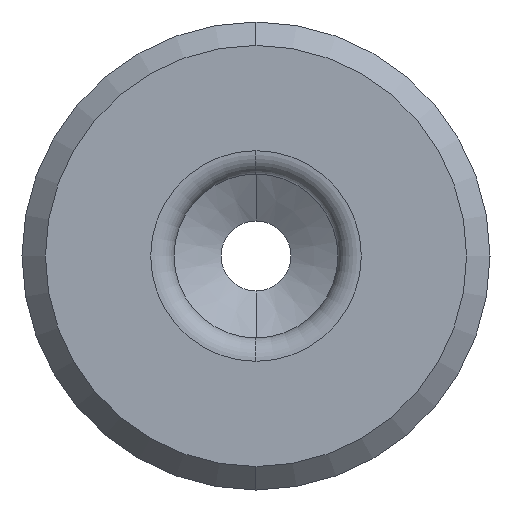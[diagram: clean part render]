
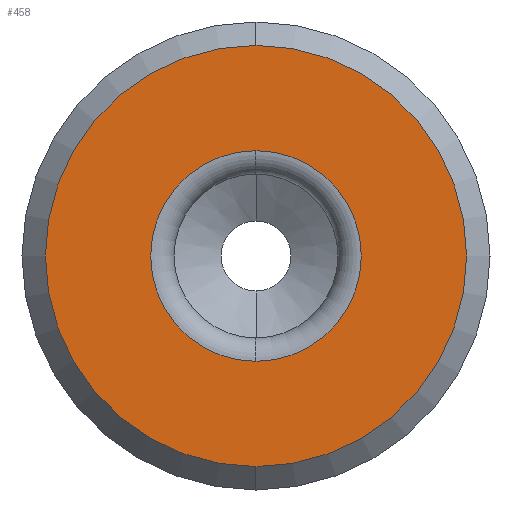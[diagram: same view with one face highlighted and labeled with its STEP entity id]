
A CAD part, left-side view. The second image highlights one B-rep face of the part: STEP entity #458.
In plain terms, the highlighted planar face has unit normal (-1, 0, 0).
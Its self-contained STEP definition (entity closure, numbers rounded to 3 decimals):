
#4 = ORIENTED_EDGE ( 'NONE', *, *, #384, .T. ) ;
#5 = ORIENTED_EDGE ( 'NONE', *, *, #370, .T. ) ;
#11 = ORIENTED_EDGE ( 'NONE', *, *, #329, .F. ) ;
#16 = ORIENTED_EDGE ( 'NONE', *, *, #373, .F. ) ;
#63 = VERTEX_POINT ( 'NONE', #506 ) ;
#71 = VERTEX_POINT ( 'NONE', #512 ) ;
#72 = VERTEX_POINT ( 'NONE', #507 ) ;
#79 = VERTEX_POINT ( 'NONE', #509 ) ;
#152 = CIRCLE ( 'NONE', #400, 9. ) ;
#154 = FACE_OUTER_BOUND ( 'NONE', #267, .T. ) ;
#165 = CIRCLE ( 'NONE', #416, 9. ) ;
#174 = CIRCLE ( 'NONE', #429, 4.5 ) ;
#180 = FACE_BOUND ( 'NONE', #275, .T. ) ;
#267 = EDGE_LOOP ( 'NONE', ( #4, #5 ) ) ;
#275 = EDGE_LOOP ( 'NONE', ( #16, #11 ) ) ;
#295 = CIRCLE ( 'NONE', #346, 4.5 ) ;
#329 = EDGE_CURVE ( 'NONE', #79, #72, #295, .T. ) ;
#346 = AXIS2_PLACEMENT_3D ( 'NONE', #511, #489, #513 ) ;
#370 = EDGE_CURVE ( 'NONE', #71, #63, #152, .T. ) ;
#373 = EDGE_CURVE ( 'NONE', #72, #79, #174, .T. ) ;
#384 = EDGE_CURVE ( 'NONE', #63, #71, #165, .T. ) ;
#400 = AXIS2_PLACEMENT_3D ( 'NONE', #576, #577, #581 ) ;
#416 = AXIS2_PLACEMENT_3D ( 'NONE', #644, #636, #654 ) ;
#427 = AXIS2_PLACEMENT_3D ( 'NONE', #649, #656, #641 ) ;
#429 = AXIS2_PLACEMENT_3D ( 'NONE', #621, #607, #628 ) ;
#458 = ADVANCED_FACE ( 'NONE', ( #180, #154 ), #635, .F. ) ;
#489 = DIRECTION ( 'NONE',  ( -1., 0., 0. ) ) ;
#506 = CARTESIAN_POINT ( 'NONE',  ( 0., 0., -9. ) ) ;
#507 = CARTESIAN_POINT ( 'NONE',  ( 0., 0., 4.5 ) ) ;
#509 = CARTESIAN_POINT ( 'NONE',  ( 0., 0., -4.5 ) ) ;
#511 = CARTESIAN_POINT ( 'NONE',  ( 0., 0., 0. ) ) ;
#512 = CARTESIAN_POINT ( 'NONE',  ( 0., 0., 9. ) ) ;
#513 = DIRECTION ( 'NONE',  ( 0., 0., 1. ) ) ;
#576 = CARTESIAN_POINT ( 'NONE',  ( 0., 0., 0. ) ) ;
#577 = DIRECTION ( 'NONE',  ( -1., 0., 0. ) ) ;
#581 = DIRECTION ( 'NONE',  ( 0., 0., 1. ) ) ;
#607 = DIRECTION ( 'NONE',  ( -1., 0., 0. ) ) ;
#621 = CARTESIAN_POINT ( 'NONE',  ( 0., 0., 0. ) ) ;
#628 = DIRECTION ( 'NONE',  ( 0., 0., 1. ) ) ;
#635 = PLANE ( 'NONE',  #427 ) ;
#636 = DIRECTION ( 'NONE',  ( -1., 0., 0. ) ) ;
#641 = DIRECTION ( 'NONE',  ( 0., 0., -1. ) ) ;
#644 = CARTESIAN_POINT ( 'NONE',  ( 0., 0., 0. ) ) ;
#649 = CARTESIAN_POINT ( 'NONE',  ( 0., 4.5, 0. ) ) ;
#654 = DIRECTION ( 'NONE',  ( 0., 0., 1. ) ) ;
#656 = DIRECTION ( 'NONE',  ( 1., 0., 0. ) ) ;
